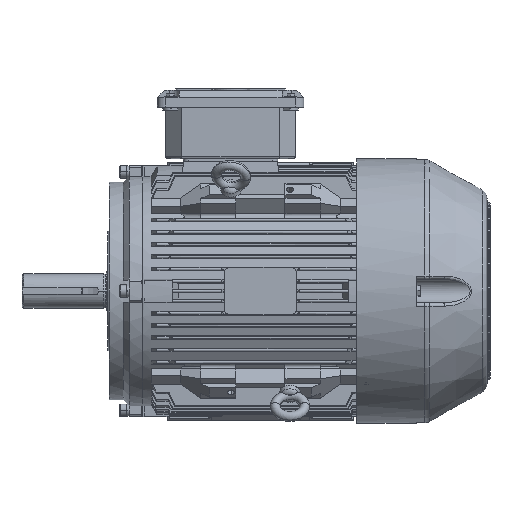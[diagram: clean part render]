
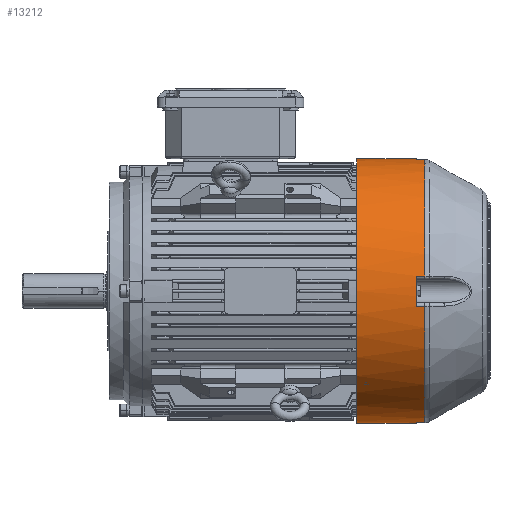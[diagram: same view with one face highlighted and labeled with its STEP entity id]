
A CAD part, front view. The second image highlights one B-rep face of the part: STEP entity #13212.
In plain terms, the highlighted cylindrical face has radius 135 mm (diameter 270 mm), a partial arc.
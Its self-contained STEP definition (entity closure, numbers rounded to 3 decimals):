
#13158 = EDGE_CURVE ( 'NONE', #13202, #13160, #76317, .T. ) ;
#13160 = VERTEX_POINT ( 'NONE', #76313 ) ;
#13162 = ORIENTED_EDGE ( 'NONE', *, *, #13163, .T. ) ;
#13163 = EDGE_CURVE ( 'NONE', #13160, #13165, #76311, .T. ) ;
#13165 = VERTEX_POINT ( 'NONE', #76306 ) ;
#13167 = ORIENTED_EDGE ( 'NONE', *, *, #13169, .T. ) ;
#13169 = EDGE_CURVE ( 'NONE', #13165, #13171, #76305, .T. ) ;
#13171 = VERTEX_POINT ( 'NONE', #76301 ) ;
#13173 = ORIENTED_EDGE ( 'NONE', *, *, #13175, .T. ) ;
#13175 = EDGE_CURVE ( 'NONE', #13171, #13176, #76300, .T. ) ;
#13176 = VERTEX_POINT ( 'NONE', #76295 ) ;
#13178 = ORIENTED_EDGE ( 'NONE', *, *, #13180, .T. ) ;
#13180 = EDGE_CURVE ( 'NONE', #13176, #13219, #76294, .T. ) ;
#13184 = EDGE_CURVE ( 'NONE', #13186, #13224, #76352, .T. ) ;
#13186 = VERTEX_POINT ( 'NONE', #76342 ) ;
#13188 = ORIENTED_EDGE ( 'NONE', *, *, #13189, .F. ) ;
#13189 = EDGE_CURVE ( 'NONE', #13190, #13186, #76341, .T. ) ;
#13190 = VERTEX_POINT ( 'NONE', #76337 ) ;
#13191 = ORIENTED_EDGE ( 'NONE', *, *, #13192, .T. ) ;
#13192 = EDGE_CURVE ( 'NONE', #13190, #13193, #76336, .T. ) ;
#13193 = VERTEX_POINT ( 'NONE', #76331 ) ;
#13194 = ORIENTED_EDGE ( 'NONE', *, *, #13195, .T. ) ;
#13195 = EDGE_CURVE ( 'NONE', #13193, #13196, #76330, .T. ) ;
#13196 = VERTEX_POINT ( 'NONE', #76326 ) ;
#13197 = ORIENTED_EDGE ( 'NONE', *, *, #13199, .T. ) ;
#13199 = EDGE_CURVE ( 'NONE', #13196, #13202, #76396, .T. ) ;
#13202 = VERTEX_POINT ( 'NONE', #76391 ) ;
#13203 = ORIENTED_EDGE ( 'NONE', *, *, #13158, .T. ) ;
#13212 = ADVANCED_FACE ( 'NONE', ( #76420 ), #76418, .T. ) ;
#13216 = EDGE_LOOP ( 'NONE', ( #13217, #13222, #13225, #13188, #13191, #13194, #13197, #13203, #13162, #13167, #13173, #13178 ) ) ;
#13217 = ORIENTED_EDGE ( 'NONE', *, *, #13218, .T. ) ;
#13218 = EDGE_CURVE ( 'NONE', #13219, #13220, #76419, .T. ) ;
#13219 = VERTEX_POINT ( 'NONE', #76409 ) ;
#13220 = VERTEX_POINT ( 'NONE', #76408 ) ;
#13222 = ORIENTED_EDGE ( 'NONE', *, *, #13223, .T. ) ;
#13223 = EDGE_CURVE ( 'NONE', #13220, #13224, #76407, .T. ) ;
#13224 = VERTEX_POINT ( 'NONE', #76403 ) ;
#13225 = ORIENTED_EDGE ( 'NONE', *, *, #13184, .F. ) ;
#76294 = LINE ( 'NONE', #76356, #76355 ) ;
#76295 = CARTESIAN_POINT ( 'NONE',  ( 69.699, 15.341, -134.126 ) ) ;
#76296 = DIRECTION ( 'NONE',  ( 0., 0., 1. ) ) ;
#76297 = DIRECTION ( 'NONE',  ( -1., 0., 0. ) ) ;
#76298 = CARTESIAN_POINT ( 'NONE',  ( 69.699, 0., 0. ) ) ;
#76299 = AXIS2_PLACEMENT_3D ( 'NONE', #76298, #76297, #76296 ) ;
#76300 = CIRCLE ( 'NONE', #76299, 135. ) ;
#76301 = CARTESIAN_POINT ( 'NONE',  ( 69.699, 134.126, -15.341 ) ) ;
#76302 = DIRECTION ( 'NONE',  ( 1., 0., 0. ) ) ;
#76303 = VECTOR ( 'NONE', #76302, 1000. ) ;
#76304 = CARTESIAN_POINT ( 'NONE',  ( 0., 134.126, -15.341 ) ) ;
#76305 = LINE ( 'NONE', #76304, #76303 ) ;
#76306 = CARTESIAN_POINT ( 'NONE',  ( 61., 134.126, -15.341 ) ) ;
#76307 = DIRECTION ( 'NONE',  ( 0., 0., 1. ) ) ;
#76308 = DIRECTION ( 'NONE',  ( -1., 0., 0. ) ) ;
#76309 = CARTESIAN_POINT ( 'NONE',  ( 61., 0., 0. ) ) ;
#76310 = AXIS2_PLACEMENT_3D ( 'NONE', #76309, #76308, #76307 ) ;
#76311 = CIRCLE ( 'NONE', #76310, 135. ) ;
#76313 = CARTESIAN_POINT ( 'NONE',  ( 61., 134.126, 15.341 ) ) ;
#76314 = DIRECTION ( 'NONE',  ( -1., 0., 0. ) ) ;
#76315 = VECTOR ( 'NONE', #76314, 1000. ) ;
#76316 = CARTESIAN_POINT ( 'NONE',  ( 0., 134.126, 15.341 ) ) ;
#76317 = LINE ( 'NONE', #76316, #76315 ) ;
#76326 = CARTESIAN_POINT ( 'NONE',  ( 69.699, 15.341, 134.126 ) ) ;
#76327 = DIRECTION ( 'NONE',  ( 1., 0., 0. ) ) ;
#76328 = VECTOR ( 'NONE', #76327, 1000. ) ;
#76329 = CARTESIAN_POINT ( 'NONE',  ( 0., 15.341, 134.126 ) ) ;
#76330 = LINE ( 'NONE', #76329, #76328 ) ;
#76331 = CARTESIAN_POINT ( 'NONE',  ( 61., 15.341, 134.126 ) ) ;
#76332 = DIRECTION ( 'NONE',  ( 0., 0., 1. ) ) ;
#76333 = DIRECTION ( 'NONE',  ( -1., 0., 0. ) ) ;
#76334 = CARTESIAN_POINT ( 'NONE',  ( 61., 0., 0. ) ) ;
#76335 = AXIS2_PLACEMENT_3D ( 'NONE', #76334, #76333, #76332 ) ;
#76336 = CIRCLE ( 'NONE', #76335, 135. ) ;
#76337 = CARTESIAN_POINT ( 'NONE',  ( 61., 0., 135. ) ) ;
#76338 = DIRECTION ( 'NONE',  ( -1., 0., 0. ) ) ;
#76339 = VECTOR ( 'NONE', #76338, 1000. ) ;
#76340 = CARTESIAN_POINT ( 'NONE',  ( 0., 0., 135. ) ) ;
#76341 = LINE ( 'NONE', #76340, #76339 ) ;
#76342 = CARTESIAN_POINT ( 'NONE',  ( 0., 0., 135. ) ) ;
#76343 = DIRECTION ( 'NONE',  ( 0., 0., 1. ) ) ;
#76344 = DIRECTION ( 'NONE',  ( -1., 0., 0. ) ) ;
#76345 = CARTESIAN_POINT ( 'NONE',  ( 0., 0., 0. ) ) ;
#76346 = AXIS2_PLACEMENT_3D ( 'NONE', #76345, #76344, #76343 ) ;
#76352 = CIRCLE ( 'NONE', #76346, 135. ) ;
#76354 = DIRECTION ( 'NONE',  ( -1., 0., 0. ) ) ;
#76355 = VECTOR ( 'NONE', #76354, 1000. ) ;
#76356 = CARTESIAN_POINT ( 'NONE',  ( 0., 15.341, -134.126 ) ) ;
#76391 = CARTESIAN_POINT ( 'NONE',  ( 69.699, 134.126, 15.341 ) ) ;
#76392 = DIRECTION ( 'NONE',  ( 0., 0., 1. ) ) ;
#76393 = DIRECTION ( 'NONE',  ( -1., 0., 0. ) ) ;
#76394 = CARTESIAN_POINT ( 'NONE',  ( 69.699, 0., 0. ) ) ;
#76395 = AXIS2_PLACEMENT_3D ( 'NONE', #76394, #76393, #76392 ) ;
#76396 = CIRCLE ( 'NONE', #76395, 135. ) ;
#76403 = CARTESIAN_POINT ( 'NONE',  ( 0., 0., -135. ) ) ;
#76404 = DIRECTION ( 'NONE',  ( -1., 0., 0. ) ) ;
#76405 = VECTOR ( 'NONE', #76404, 1000. ) ;
#76406 = CARTESIAN_POINT ( 'NONE',  ( 0., 0., -135. ) ) ;
#76407 = LINE ( 'NONE', #76406, #76405 ) ;
#76408 = CARTESIAN_POINT ( 'NONE',  ( 61., 0., -135. ) ) ;
#76409 = CARTESIAN_POINT ( 'NONE',  ( 61., 15.341, -134.126 ) ) ;
#76410 = DIRECTION ( 'NONE',  ( 0., 0., 1. ) ) ;
#76411 = DIRECTION ( 'NONE',  ( -1., 0., 0. ) ) ;
#76412 = CARTESIAN_POINT ( 'NONE',  ( 61., 0., 0. ) ) ;
#76413 = AXIS2_PLACEMENT_3D ( 'NONE', #76412, #76411, #76410 ) ;
#76414 = DIRECTION ( 'NONE',  ( 0., 0., 1. ) ) ;
#76415 = DIRECTION ( 'NONE',  ( -1., 0., 0. ) ) ;
#76416 = CARTESIAN_POINT ( 'NONE',  ( 0., 0., 0. ) ) ;
#76417 = AXIS2_PLACEMENT_3D ( 'NONE', #76416, #76415, #76414 ) ;
#76418 = CYLINDRICAL_SURFACE ( 'NONE', #76417, 135. ) ;
#76419 = CIRCLE ( 'NONE', #76413, 135. ) ;
#76420 = FACE_OUTER_BOUND ( 'NONE', #13216, .T. ) ;
